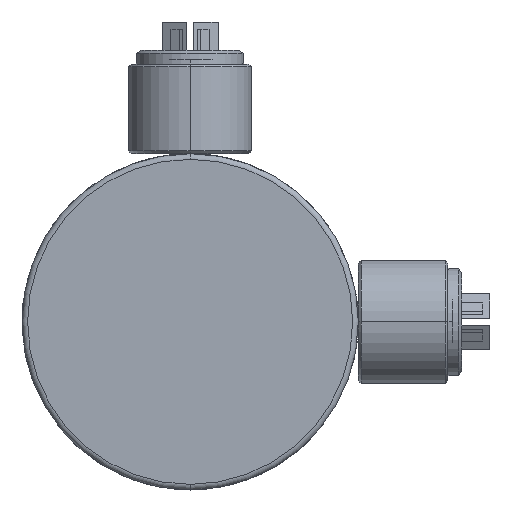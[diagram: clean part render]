
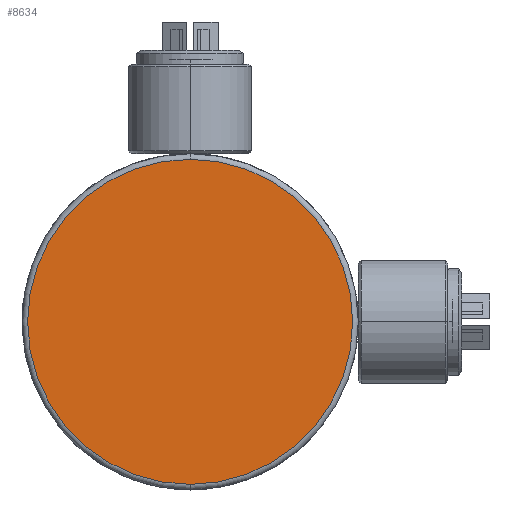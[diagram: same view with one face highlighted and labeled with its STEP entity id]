
A CAD part, left-side view. The second image highlights one B-rep face of the part: STEP entity #8634.
In plain terms, the highlighted planar face has unit normal (-1, 0, 0).
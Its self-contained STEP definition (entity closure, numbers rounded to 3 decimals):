
#350 = EDGE_LOOP ( 'NONE', ( #9737, #1331 ) ) ;
#382 = CARTESIAN_POINT ( 'NONE',  ( -18., 0., 0. ) ) ;
#640 = DIRECTION ( 'NONE',  ( -1., 0., 0. ) ) ;
#679 = DIRECTION ( 'NONE',  ( 0., 0., 1. ) ) ;
#1331 = ORIENTED_EDGE ( 'NONE', *, *, #5324, .T. ) ;
#1616 = DIRECTION ( 'NONE',  ( 0., 0., 1. ) ) ;
#1647 = CARTESIAN_POINT ( 'NONE',  ( -18., 0., 29. ) ) ;
#2347 = CARTESIAN_POINT ( 'NONE',  ( -18., 0., 29. ) ) ;
#2416 = AXIS2_PLACEMENT_3D ( 'NONE', #4186, #5288, #9310 ) ;
#3059 = CARTESIAN_POINT ( 'NONE',  ( -18., 0., -29. ) ) ;
#3218 = EDGE_CURVE ( 'NONE', #6252, #5024, #9776, .T. ) ;
#3340 = AXIS2_PLACEMENT_3D ( 'NONE', #382, #640, #1616 ) ;
#3616 = AXIS2_PLACEMENT_3D ( 'NONE', #1647, #5633, #679 ) ;
#4186 = CARTESIAN_POINT ( 'NONE',  ( -18., 0., 0. ) ) ;
#5024 = VERTEX_POINT ( 'NONE', #3059 ) ;
#5288 = DIRECTION ( 'NONE',  ( -1., 0., 0. ) ) ;
#5324 = EDGE_CURVE ( 'NONE', #5024, #6252, #6478, .T. ) ;
#5571 = PLANE ( 'NONE',  #3616 ) ;
#5633 = DIRECTION ( 'NONE',  ( -1., 0., 0. ) ) ;
#6252 = VERTEX_POINT ( 'NONE', #2347 ) ;
#6478 = CIRCLE ( 'NONE', #3340, 29. ) ;
#8634 = ADVANCED_FACE ( 'NONE', ( #10675 ), #5571, .T. ) ;
#9310 = DIRECTION ( 'NONE',  ( 0., 0., 1. ) ) ;
#9737 = ORIENTED_EDGE ( 'NONE', *, *, #3218, .T. ) ;
#9776 = CIRCLE ( 'NONE', #2416, 29. ) ;
#10675 = FACE_OUTER_BOUND ( 'NONE', #350, .T. ) ;
